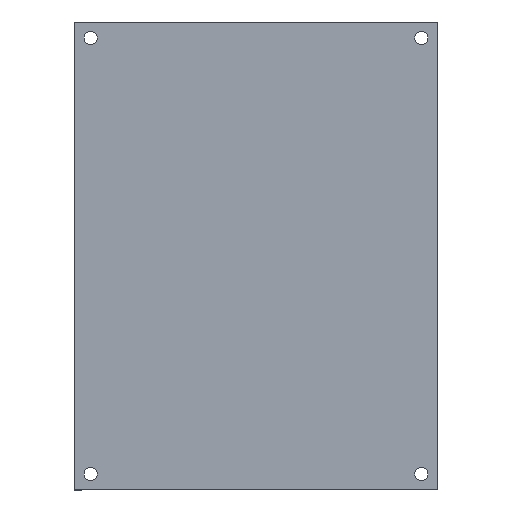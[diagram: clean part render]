
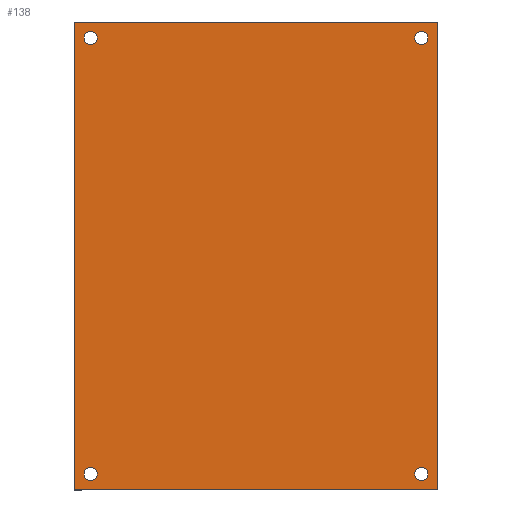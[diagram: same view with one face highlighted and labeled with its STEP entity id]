
A CAD part, top view. The second image highlights one B-rep face of the part: STEP entity #138.
In plain terms, the highlighted planar face has unit normal (0, 0, 1).
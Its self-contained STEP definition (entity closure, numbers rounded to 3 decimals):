
#19 = ORIENTED_EDGE ( 'NONE', *, *, #146, .F. ) ;
#20 = ORIENTED_EDGE ( 'NONE', *, *, #21, .F. ) ;
#21 = EDGE_CURVE ( 'NONE', #86, #85, #260, .T. ) ;
#32 = EDGE_CURVE ( 'NONE', #33, #34, #174, .T. ) ;
#33 = VERTEX_POINT ( 'NONE', #169 ) ;
#34 = VERTEX_POINT ( 'NONE', #168 ) ;
#41 = ORIENTED_EDGE ( 'NONE', *, *, #32, .F. ) ;
#42 = ORIENTED_EDGE ( 'NONE', *, *, #77, .F. ) ;
#43 = EDGE_LOOP ( 'NONE', ( #78, #74, #52, #46 ) ) ;
#44 = EDGE_LOOP ( 'NONE', ( #41, #42 ) ) ;
#46 = ORIENTED_EDGE ( 'NONE', *, *, #53, .T. ) ;
#47 = EDGE_LOOP ( 'NONE', ( #54, #55 ) ) ;
#52 = ORIENTED_EDGE ( 'NONE', *, *, #69, .T. ) ;
#53 = EDGE_CURVE ( 'NONE', #70, #72, #182, .T. ) ;
#54 = ORIENTED_EDGE ( 'NONE', *, *, #120, .F. ) ;
#55 = ORIENTED_EDGE ( 'NONE', *, *, #56, .F. ) ;
#56 = EDGE_CURVE ( 'NONE', #122, #121, #239, .T. ) ;
#57 = EDGE_LOOP ( 'NONE', ( #19, #20 ) ) ;
#69 = EDGE_CURVE ( 'NONE', #76, #70, #219, .T. ) ;
#70 = VERTEX_POINT ( 'NONE', #215 ) ;
#71 = EDGE_CURVE ( 'NONE', #72, #73, #214, .T. ) ;
#72 = VERTEX_POINT ( 'NONE', #210 ) ;
#73 = VERTEX_POINT ( 'NONE', #209 ) ;
#74 = ORIENTED_EDGE ( 'NONE', *, *, #75, .T. ) ;
#75 = EDGE_CURVE ( 'NONE', #73, #76, #206, .T. ) ;
#76 = VERTEX_POINT ( 'NONE', #202 ) ;
#77 = EDGE_CURVE ( 'NONE', #34, #33, #201, .T. ) ;
#78 = ORIENTED_EDGE ( 'NONE', *, *, #71, .T. ) ;
#85 = VERTEX_POINT ( 'NONE', #196 ) ;
#86 = VERTEX_POINT ( 'NONE', #195 ) ;
#98 = EDGE_CURVE ( 'NONE', #99, #100, #343, .T. ) ;
#99 = VERTEX_POINT ( 'NONE', #322 ) ;
#100 = VERTEX_POINT ( 'NONE', #329 ) ;
#109 = EDGE_LOOP ( 'NONE', ( #139, #140 ) ) ;
#120 = EDGE_CURVE ( 'NONE', #121, #122, #355, .T. ) ;
#121 = VERTEX_POINT ( 'NONE', #363 ) ;
#122 = VERTEX_POINT ( 'NONE', #362 ) ;
#138 = ADVANCED_FACE ( 'NONE', ( #389, #388, #387, #386, #385 ), #381, .F. ) ;
#139 = ORIENTED_EDGE ( 'NONE', *, *, #98, .F. ) ;
#140 = ORIENTED_EDGE ( 'NONE', *, *, #141, .F. ) ;
#141 = EDGE_CURVE ( 'NONE', #100, #99, #382, .T. ) ;
#146 = EDGE_CURVE ( 'NONE', #85, #86, #447, .T. ) ;
#168 = CARTESIAN_POINT ( 'NONE',  ( -76.325, 104.8, 2. ) ) ;
#169 = CARTESIAN_POINT ( 'NONE',  ( -82.675, 104.8, 2. ) ) ;
#170 = DIRECTION ( 'NONE',  ( 1., 0., 0. ) ) ;
#171 = DIRECTION ( 'NONE',  ( 0., 0., 1. ) ) ;
#172 = CARTESIAN_POINT ( 'NONE',  ( -79.5, 104.8, 2. ) ) ;
#173 = AXIS2_PLACEMENT_3D ( 'NONE', #172, #171, #170 ) ;
#174 = CIRCLE ( 'NONE', #173, 3.175 ) ;
#179 = DIRECTION ( 'NONE',  ( 0., -1., 0. ) ) ;
#180 = VECTOR ( 'NONE', #179, 1000. ) ;
#181 = CARTESIAN_POINT ( 'NONE',  ( -87.5, -112.5, 2. ) ) ;
#182 = LINE ( 'NONE', #181, #180 ) ;
#195 = CARTESIAN_POINT ( 'NONE',  ( -76.325, -104.8, 2. ) ) ;
#196 = CARTESIAN_POINT ( 'NONE',  ( -82.675, -104.8, 2. ) ) ;
#197 = DIRECTION ( 'NONE',  ( 1., 0., 0. ) ) ;
#198 = DIRECTION ( 'NONE',  ( 0., 0., 1. ) ) ;
#199 = CARTESIAN_POINT ( 'NONE',  ( -79.5, 104.8, 2. ) ) ;
#200 = AXIS2_PLACEMENT_3D ( 'NONE', #199, #198, #197 ) ;
#201 = CIRCLE ( 'NONE', #200, 3.175 ) ;
#202 = CARTESIAN_POINT ( 'NONE',  ( 87.5, 112.5, 2. ) ) ;
#203 = DIRECTION ( 'NONE',  ( 0., 1., 0. ) ) ;
#204 = VECTOR ( 'NONE', #203, 1000. ) ;
#205 = CARTESIAN_POINT ( 'NONE',  ( 87.5, 112.5, 2. ) ) ;
#206 = LINE ( 'NONE', #205, #204 ) ;
#209 = CARTESIAN_POINT ( 'NONE',  ( 87.5, -112.5, 2. ) ) ;
#210 = CARTESIAN_POINT ( 'NONE',  ( -87.5, -112.5, 2. ) ) ;
#211 = DIRECTION ( 'NONE',  ( 1., 0., 0. ) ) ;
#212 = VECTOR ( 'NONE', #211, 1000. ) ;
#213 = CARTESIAN_POINT ( 'NONE',  ( 87.5, -112.5, 2. ) ) ;
#214 = LINE ( 'NONE', #213, #212 ) ;
#215 = CARTESIAN_POINT ( 'NONE',  ( -87.5, 112.5, 2. ) ) ;
#216 = DIRECTION ( 'NONE',  ( -1., 0., 0. ) ) ;
#217 = VECTOR ( 'NONE', #216, 1000. ) ;
#218 = CARTESIAN_POINT ( 'NONE',  ( -87.5, 112.5, 2. ) ) ;
#219 = LINE ( 'NONE', #218, #217 ) ;
#235 = DIRECTION ( 'NONE',  ( 1., 0., 0. ) ) ;
#236 = DIRECTION ( 'NONE',  ( 0., 0., 1. ) ) ;
#237 = CARTESIAN_POINT ( 'NONE',  ( 79.5, 104.8, 2. ) ) ;
#238 = AXIS2_PLACEMENT_3D ( 'NONE', #237, #236, #235 ) ;
#239 = CIRCLE ( 'NONE', #238, 3.175 ) ;
#249 = CARTESIAN_POINT ( 'NONE',  ( -79.5, -104.8, 2. ) ) ;
#259 = AXIS2_PLACEMENT_3D ( 'NONE', #249, #269, #268 ) ;
#260 = CIRCLE ( 'NONE', #259, 3.175 ) ;
#268 = DIRECTION ( 'NONE',  ( 1., 0., 0. ) ) ;
#269 = DIRECTION ( 'NONE',  ( 0., 0., 1. ) ) ;
#322 = CARTESIAN_POINT ( 'NONE',  ( 76.325, -104.8, 2. ) ) ;
#329 = CARTESIAN_POINT ( 'NONE',  ( 82.675, -104.8, 2. ) ) ;
#330 = DIRECTION ( 'NONE',  ( 1., 0., 0. ) ) ;
#340 = DIRECTION ( 'NONE',  ( 0., 0., 1. ) ) ;
#341 = CARTESIAN_POINT ( 'NONE',  ( 79.5, -104.8, 2. ) ) ;
#342 = AXIS2_PLACEMENT_3D ( 'NONE', #341, #340, #330 ) ;
#343 = CIRCLE ( 'NONE', #342, 3.175 ) ;
#353 = CARTESIAN_POINT ( 'NONE',  ( 79.5, 104.8, 2. ) ) ;
#354 = AXIS2_PLACEMENT_3D ( 'NONE', #353, #365, #364 ) ;
#355 = CIRCLE ( 'NONE', #354, 3.175 ) ;
#362 = CARTESIAN_POINT ( 'NONE',  ( 82.675, 104.8, 2. ) ) ;
#363 = CARTESIAN_POINT ( 'NONE',  ( 76.325, 104.8, 2. ) ) ;
#364 = DIRECTION ( 'NONE',  ( 1., 0., 0. ) ) ;
#365 = DIRECTION ( 'NONE',  ( 0., 0., 1. ) ) ;
#381 = PLANE ( 'NONE',  #384 ) ;
#382 = CIRCLE ( 'NONE', #477, 3.175 ) ;
#383 = CARTESIAN_POINT ( 'NONE',  ( -87.5, -112.5, 2. ) ) ;
#384 = AXIS2_PLACEMENT_3D ( 'NONE', #383, #480, #479 ) ;
#385 = FACE_BOUND ( 'NONE', #57, .T. ) ;
#386 = FACE_BOUND ( 'NONE', #47, .T. ) ;
#387 = FACE_OUTER_BOUND ( 'NONE', #43, .T. ) ;
#388 = FACE_BOUND ( 'NONE', #44, .T. ) ;
#389 = FACE_BOUND ( 'NONE', #109, .T. ) ;
#443 = DIRECTION ( 'NONE',  ( 1., 0., 0. ) ) ;
#444 = DIRECTION ( 'NONE',  ( 0., 0., 1. ) ) ;
#445 = CARTESIAN_POINT ( 'NONE',  ( -79.5, -104.8, 2. ) ) ;
#446 = AXIS2_PLACEMENT_3D ( 'NONE', #445, #444, #443 ) ;
#447 = CIRCLE ( 'NONE', #446, 3.175 ) ;
#474 = DIRECTION ( 'NONE',  ( 1., 0., 0. ) ) ;
#475 = DIRECTION ( 'NONE',  ( 0., 0., 1. ) ) ;
#476 = CARTESIAN_POINT ( 'NONE',  ( 79.5, -104.8, 2. ) ) ;
#477 = AXIS2_PLACEMENT_3D ( 'NONE', #476, #475, #474 ) ;
#479 = DIRECTION ( 'NONE',  ( -1., 0., 0. ) ) ;
#480 = DIRECTION ( 'NONE',  ( 0., 0., -1. ) ) ;
